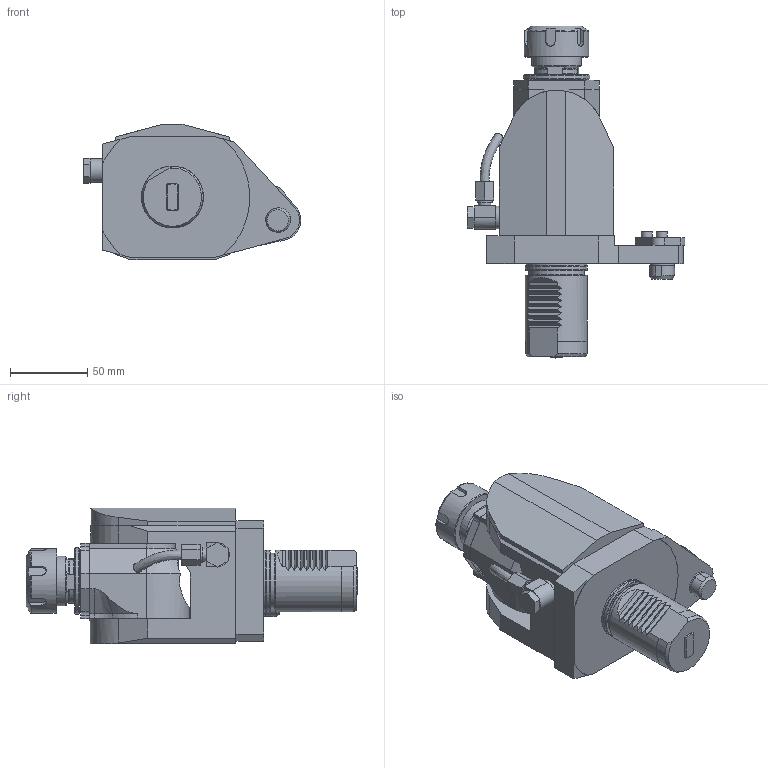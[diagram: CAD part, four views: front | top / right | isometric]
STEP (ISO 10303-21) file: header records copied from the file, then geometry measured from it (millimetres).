
FILE_DESCRIPTION (( 'STEP AP214' ), '1' );
FILE_NAME ('ROPPS40121UMZ1.STEP', '2025-08-27T11:47:31', ( '' ), ( '' ), 'SwSTEP 2.0', 'SolidWorks 2023', '' );
FILE_SCHEMA (( 'AUTOMOTIVE_DESIGN' ));
Length unit declared in the file: millimetre
Products named in the file (1): ROPPS40121UMZ1
Bounding box: 140.7 x 214.39 x 87.5 mm (x, y, z)
Volume: 738733.6 mm3; surface area: 78657.9 mm2
Topology: 1 solids, 8 shells, 621 faces, 1595 edges, 1042 vertices
Faces by surface type: plane 416, cylinder 97, bspline 69, cone 21, torus 18
Full cylindrical faces by diameter (mm): 1.7 x1, 2.1 x1, 6.366 x1, 7 x2, 8.2 x1, 9.8 x1, 14.5 x1, 15.5 x1, 29 x1, 32 x1, 36 x1, 39.6 x1, 40 x2, 41 x1, 41.5 x1, 43 x1
Entity records: 26234 total; most frequent: CARTESIAN_POINT 8797, ORIENTED_EDGE 3092, DIRECTION 2637, EDGE_CURVE 1546, LINE 1041, VECTOR 1041, VERTEX_POINT 1027, AXIS2_PLACEMENT_3D 798
